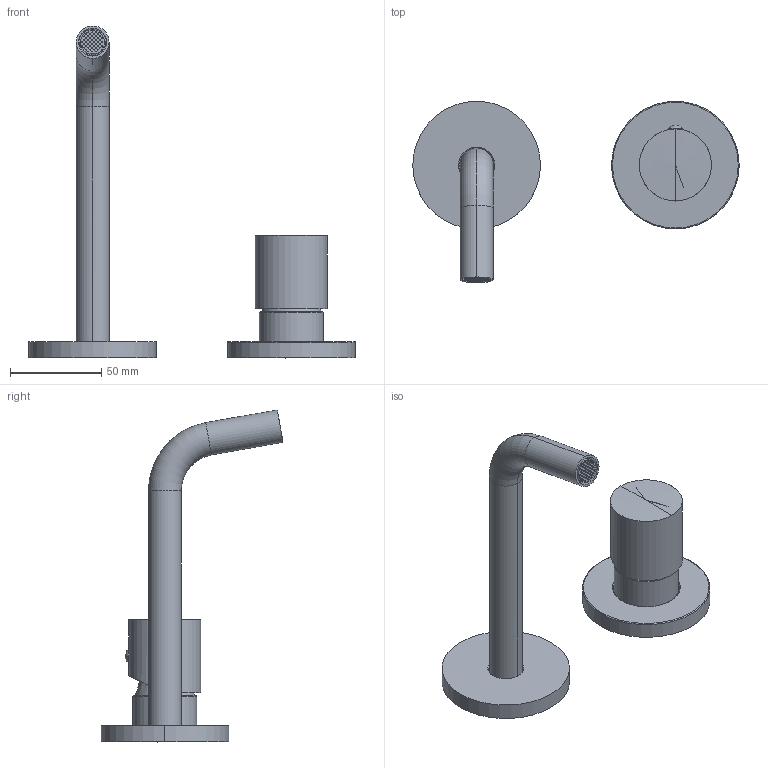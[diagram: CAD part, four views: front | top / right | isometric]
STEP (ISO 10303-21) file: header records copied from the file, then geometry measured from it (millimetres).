
FILE_DESCRIPTION((''),'2;1');
FILE_NAME('LIGX105CR70-STE','2022-04-01T14:58:38',('ut3'),('PAFFONI SpA'),'CREO PARAMETRIC BY PTC INC, 2021404','CREO PARAMETRIC BY PTC INC, 2021404','');
FILE_SCHEMA(('CONFIG_CONTROL_DESIGN','SHAPE_APPEARANCE_LAYERS_GROUPS'));
Length unit declared in the file: millimetre
Products named in the file (1): LIGX105CR70-STE
Bounding box: 179 x 99.78 x 182.08 mm (x, y, z)
Volume: 100471.6 mm3; surface area: 77284.8 mm2
Topology: 5 solids, 5 shells, 953 faces, 2611 edges, 1592 vertices
Faces by surface type: cylinder 497, plane 231, cone 72, torus 66, sphere 64, bspline 23
Entity records: 45804 total; most frequent: CARTESIAN_POINT 14848, DIRECTION 5084, ORIENTED_EDGE 5080, EDGE_CURVE 2540, AXIS2_PLACEMENT_3D 2067, VERTEX_POINT 1592, EDGE_LOOP 1226, CIRCLE 1137
